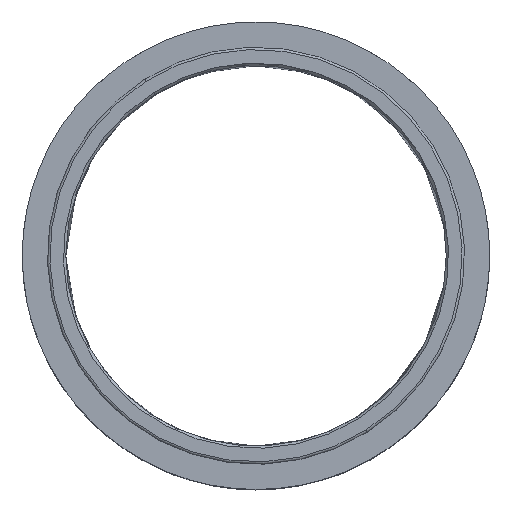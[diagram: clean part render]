
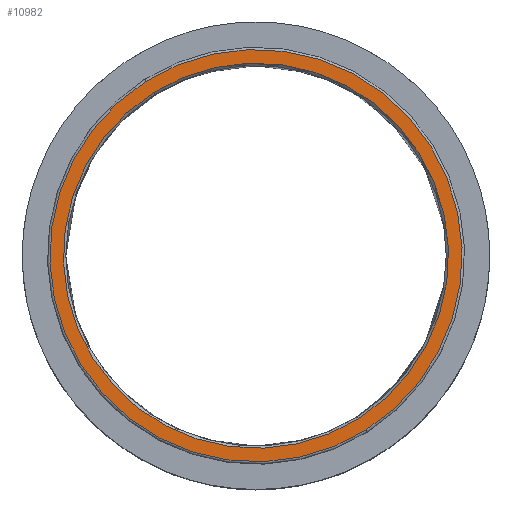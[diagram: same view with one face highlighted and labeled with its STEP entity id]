
A CAD part, top view. The second image highlights one B-rep face of the part: STEP entity #10982.
In plain terms, the highlighted planar face has unit normal (0, 0, 1).
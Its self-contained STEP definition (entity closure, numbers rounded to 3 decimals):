
#1044 = CARTESIAN_POINT ( 'NONE',  ( 0., 0., 1250. ) ) ;
#1256 = DIRECTION ( 'NONE',  ( 0., 0., -1. ) ) ;
#1278 = DIRECTION ( 'NONE',  ( 0., 0., 1. ) ) ;
#1789 = AXIS2_PLACEMENT_3D ( 'NONE', #14759, #1256, #2509 ) ;
#1804 = AXIS2_PLACEMENT_3D ( 'NONE', #12665, #11656, #16899 ) ;
#2175 = CIRCLE ( 'NONE', #1804, 810. ) ;
#2509 = DIRECTION ( 'NONE',  ( -0.533, 0.846, 0. ) ) ;
#2771 = FACE_BOUND ( 'NONE', #6858, .T. ) ;
#3536 = ORIENTED_EDGE ( 'NONE', *, *, #5743, .T. ) ;
#4327 = EDGE_CURVE ( 'NONE', #7128, #17576, #10946, .T. ) ;
#4757 = AXIS2_PLACEMENT_3D ( 'NONE', #19852, #13236, #11419 ) ;
#5743 = EDGE_CURVE ( 'NONE', #17576, #7128, #2175, .T. ) ;
#6858 = EDGE_LOOP ( 'NONE', ( #8299, #3536 ) ) ;
#6950 = CIRCLE ( 'NONE', #4757, 867.1 ) ;
#7128 = VERTEX_POINT ( 'NONE', #14183 ) ;
#8299 = ORIENTED_EDGE ( 'NONE', *, *, #4327, .T. ) ;
#9536 = EDGE_CURVE ( 'NONE', #19267, #10030, #6950, .T. ) ;
#10030 = VERTEX_POINT ( 'NONE', #19815 ) ;
#10694 = ORIENTED_EDGE ( 'NONE', *, *, #16244, .F. ) ;
#10946 = CIRCLE ( 'NONE', #1789, 810. ) ;
#10982 = ADVANCED_FACE ( 'NONE', ( #2771, #11940 ), #20266, .T. ) ;
#11419 = DIRECTION ( 'NONE',  ( -0.533, 0.846, 0. ) ) ;
#11656 = DIRECTION ( 'NONE',  ( 0., 0., -1. ) ) ;
#11940 = FACE_OUTER_BOUND ( 'NONE', #12557, .T. ) ;
#12122 = AXIS2_PLACEMENT_3D ( 'NONE', #15356, #17499, #15468 ) ;
#12557 = EDGE_LOOP ( 'NONE', ( #10694, #13894 ) ) ;
#12665 = CARTESIAN_POINT ( 'NONE',  ( 0., 0., 1250. ) ) ;
#13236 = DIRECTION ( 'NONE',  ( 0., 0., -1. ) ) ;
#13894 = ORIENTED_EDGE ( 'NONE', *, *, #9536, .F. ) ;
#14183 = CARTESIAN_POINT ( 'NONE',  ( 431.346, -685.595, 1250. ) ) ;
#14759 = CARTESIAN_POINT ( 'NONE',  ( 0., 0., 1250. ) ) ;
#15012 = AXIS2_PLACEMENT_3D ( 'NONE', #1044, #1278, #18793 ) ;
#15356 = CARTESIAN_POINT ( 'NONE',  ( 0., 0., 1250. ) ) ;
#15468 = DIRECTION ( 'NONE',  ( -0.533, 0.846, 0. ) ) ;
#16127 = CARTESIAN_POINT ( 'NONE',  ( -431.346, 685.595, 1250. ) ) ;
#16244 = EDGE_CURVE ( 'NONE', #10030, #19267, #20870, .T. ) ;
#16493 = CARTESIAN_POINT ( 'NONE',  ( 461.753, -733.926, 1250. ) ) ;
#16899 = DIRECTION ( 'NONE',  ( -0.533, 0.846, 0. ) ) ;
#17499 = DIRECTION ( 'NONE',  ( 0., 0., -1. ) ) ;
#17576 = VERTEX_POINT ( 'NONE', #16127 ) ;
#18793 = DIRECTION ( 'NONE',  ( 1., 0., 0. ) ) ;
#19267 = VERTEX_POINT ( 'NONE', #16493 ) ;
#19815 = CARTESIAN_POINT ( 'NONE',  ( -461.753, 733.926, 1250. ) ) ;
#19852 = CARTESIAN_POINT ( 'NONE',  ( 0., 0., 1250. ) ) ;
#20266 = PLANE ( 'NONE',  #15012 ) ;
#20870 = CIRCLE ( 'NONE', #12122, 867.1 ) ;
